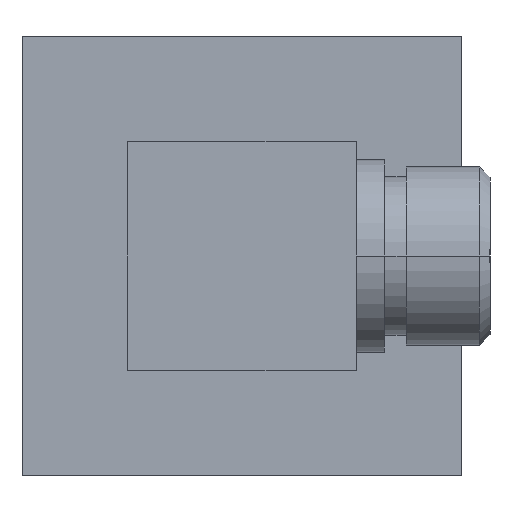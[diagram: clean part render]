
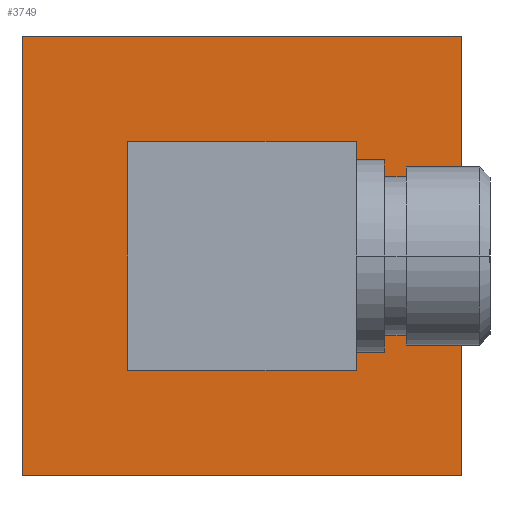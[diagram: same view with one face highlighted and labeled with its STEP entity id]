
A CAD part, left-side view. The second image highlights one B-rep face of the part: STEP entity #3749.
In plain terms, the highlighted face is planar.
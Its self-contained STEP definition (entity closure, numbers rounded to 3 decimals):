
#3490=CARTESIAN_POINT('',(0.,4.,0.));
#3491=DIRECTION('',(0.,-1.,0.));
#3492=DIRECTION('',(1.,0.,0.));
#3493=AXIS2_PLACEMENT_3D('',#3490,#3491,#3492);
#3495=CARTESIAN_POINT('',(0.,4.,0.));
#3496=DIRECTION('',(0.,-1.,0.));
#3497=DIRECTION('',(-1.,0.,0.));
#3498=AXIS2_PLACEMENT_3D('',#3495,#3496,#3497);
#3500=DIRECTION('',(0.,0.,1.));
#3501=VECTOR('',#3500,50.);
#3502=CARTESIAN_POINT('',(-25.,4.,-25.));
#3503=LINE('',#3502,#3501);
#3504=DIRECTION('',(-1.,0.,0.));
#3505=VECTOR('',#3504,50.);
#3506=CARTESIAN_POINT('',(25.,4.,-25.));
#3507=LINE('',#3506,#3505);
#3508=DIRECTION('',(0.,0.,-1.));
#3509=VECTOR('',#3508,50.);
#3510=CARTESIAN_POINT('',(25.,4.,25.));
#3511=LINE('',#3510,#3509);
#3512=DIRECTION('',(1.,0.,0.));
#3513=VECTOR('',#3512,50.);
#3514=CARTESIAN_POINT('',(-25.,4.,25.));
#3515=LINE('',#3514,#3513);
#3596=CARTESIAN_POINT('',(10.75,4.,0.));
#3597=CARTESIAN_POINT('',(-10.75,4.,0.));
#3598=VERTEX_POINT('',#3596);
#3599=VERTEX_POINT('',#3597);
#3600=CARTESIAN_POINT('',(-25.,4.,-25.));
#3601=CARTESIAN_POINT('',(-25.,4.,25.));
#3602=VERTEX_POINT('',#3600);
#3603=VERTEX_POINT('',#3601);
#3604=CARTESIAN_POINT('',(25.,4.,25.));
#3605=VERTEX_POINT('',#3604);
#3606=CARTESIAN_POINT('',(25.,4.,-25.));
#3607=VERTEX_POINT('',#3606);
#3732=CARTESIAN_POINT('',(0.,4.,0.));
#3733=DIRECTION('',(0.,1.,0.));
#3734=DIRECTION('',(1.,0.,0.));
#3735=AXIS2_PLACEMENT_3D('',#3732,#3733,#3734);
#3736=PLANE('',#3735);
#3737=ORIENTED_EDGE('',*,*,#3684,.F.);
#3738=ORIENTED_EDGE('',*,*,#3699,.F.);
#3739=ORIENTED_EDGE('',*,*,#3713,.F.);
#3740=ORIENTED_EDGE('',*,*,#3726,.F.);
#3741=EDGE_LOOP('',(#3737,#3738,#3739,#3740));
#3742=FACE_OUTER_BOUND('',#3741,.F.);
#3744=ORIENTED_EDGE('',*,*,#3743,.F.);
#3746=ORIENTED_EDGE('',*,*,#3745,.F.);
#3747=EDGE_LOOP('',(#3744,#3746));
#3748=FACE_BOUND('',#3747,.F.);
#3494=CIRCLE('',#3493,10.75);
#3499=CIRCLE('',#3498,10.75);
#3684=EDGE_CURVE('',#3602,#3603,#3503,.T.);
#3699=EDGE_CURVE('',#3607,#3602,#3507,.T.);
#3713=EDGE_CURVE('',#3605,#3607,#3511,.T.);
#3726=EDGE_CURVE('',#3603,#3605,#3515,.T.);
#3743=EDGE_CURVE('',#3598,#3599,#3494,.T.);
#3745=EDGE_CURVE('',#3599,#3598,#3499,.T.);
#3749=ADVANCED_FACE('',(#3742,#3748),#3736,.T.);
